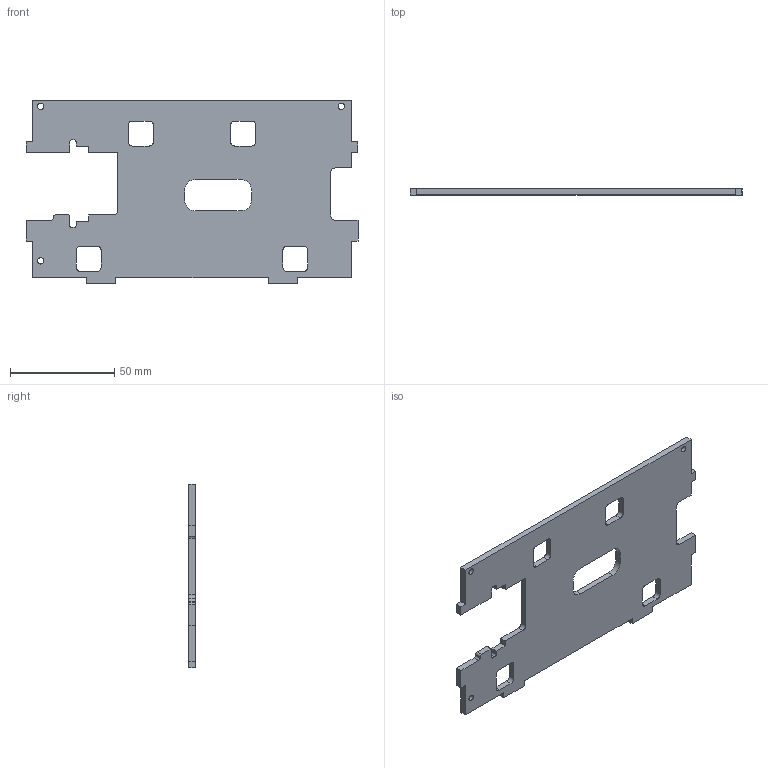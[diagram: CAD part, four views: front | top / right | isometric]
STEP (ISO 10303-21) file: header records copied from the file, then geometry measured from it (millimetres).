
FILE_DESCRIPTION(/* description */ (''),/* implementation_level */ '2;1');
FILE_NAME(/* name */ 'Electronics Chassis Main 3mm.stp',/* time_stamp */ '2015-01-16T15:53:00-08:00',/* author */ ('Evil Brian'),/* organization */ (''),/* preprocessor_version */ 'ST-DEVELOPER v15.6',/* originating_system */ 'Autodesk Inventor 2015',/* authorisation */ '');
FILE_SCHEMA (('AUTOMOTIVE_DESIGN { 1 0 10303 214 3 1 1 }'));
Length unit declared in the file: millimetre
Products named in the file (1): Electronics Chassis Main 3mm
Bounding box: 159 x 3 x 88 mm (x, y, z)
Volume: 31690.6 mm3; surface area: 23898.9 mm2
Topology: 1 solids, 1 shells, 101 faces, 297 edges, 198 vertices
Faces by surface type: plane 66, cylinder 35
Full cylindrical faces by diameter (mm): 3 x3
Entity records: 3402 total; most frequent: CARTESIAN_POINT 594, ORIENTED_EDGE 588, DIRECTION 568, EDGE_CURVE 294, LINE 224, VECTOR 224, VERTEX_POINT 198, AXIS2_PLACEMENT_3D 172
